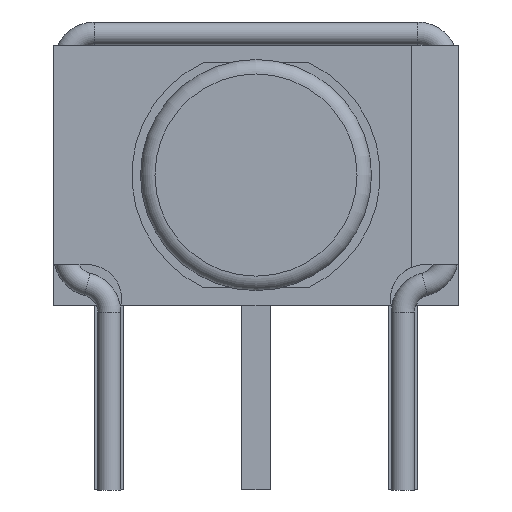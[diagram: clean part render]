
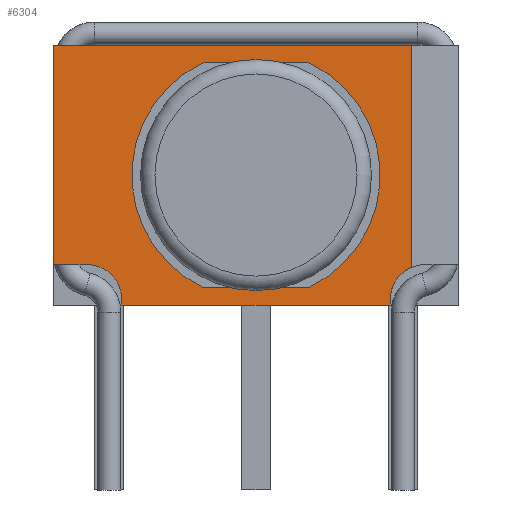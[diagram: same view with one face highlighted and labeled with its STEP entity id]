
A CAD part, front view. The second image highlights one B-rep face of the part: STEP entity #6304.
In plain terms, the highlighted planar face has unit normal (0, -1, 0).
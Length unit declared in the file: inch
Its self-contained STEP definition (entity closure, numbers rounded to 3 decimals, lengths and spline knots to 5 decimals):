
#5694=CARTESIAN_POINT('',(-0.09154,-0.22953,-0.08465));
#5695=VERTEX_POINT('',#5694);
#5702=CARTESIAN_POINT('',(-0.11516,-0.22953,-0.06102));
#5703=VERTEX_POINT('',#5702);
#5704=CARTESIAN_POINT('',(-0.11516,-0.22953,-0.08465));
#5705=DIRECTION('',(0.0,1.0,0.0));
#5706=DIRECTION('',(1.0,0.0,0.0));
#5707=AXIS2_PLACEMENT_3D('',#5704,#5705,#5706);
#5708=CIRCLE('',#5707,0.02362);
#5709=EDGE_CURVE('',#5703,#5695,#5708,.T.);
#5732=CARTESIAN_POINT('',(-0.1378,-0.22953,-0.06102));
#5733=VERTEX_POINT('',#5732);
#5734=CARTESIAN_POINT('',(-0.1378,-0.22953,-0.06102));
#5735=DIRECTION('',(1.0,0.0,0.0));
#5736=VECTOR('',#5735,0.02264);
#5737=LINE('',#5734,#5736);
#5738=EDGE_CURVE('',#5733,#5703,#5737,.T.);
#5763=CARTESIAN_POINT('',(-0.09154,-0.22953,-0.08858));
#5764=VERTEX_POINT('',#5763);
#5771=CARTESIAN_POINT('',(-0.09154,-0.22953,-0.08465));
#5772=DIRECTION('',(0.0,0.0,-1.0));
#5773=VECTOR('',#5772,0.00394);
#5774=LINE('',#5771,#5773);
#5775=EDGE_CURVE('',#5695,#5764,#5774,.T.);
#5817=CARTESIAN_POINT('',(0.1063,-0.22953,-0.06275));
#5818=VERTEX_POINT('',#5817);
#5826=CARTESIAN_POINT('',(0.09154,-0.22953,-0.08465));
#5827=VERTEX_POINT('',#5826);
#5828=CARTESIAN_POINT('',(0.11516,-0.22953,-0.08465));
#5829=DIRECTION('',(0.0,1.0,0.0));
#5830=DIRECTION('',(0.0,0.0,1.0));
#5831=AXIS2_PLACEMENT_3D('',#5828,#5829,#5830);
#5832=CIRCLE('',#5831,0.02362);
#5833=EDGE_CURVE('',#5827,#5818,#5832,.T.);
#5868=CARTESIAN_POINT('',(0.09154,-0.22953,-0.08858));
#5869=VERTEX_POINT('',#5868);
#5870=CARTESIAN_POINT('',(0.09154,-0.22953,-0.08858));
#5871=DIRECTION('',(0.0,0.0,1.0));
#5872=VECTOR('',#5871,0.00394);
#5873=LINE('',#5870,#5872);
#5874=EDGE_CURVE('',#5869,#5827,#5873,.T.);
#5961=CARTESIAN_POINT('',(0.1063,-0.22953,0.08858));
#5962=VERTEX_POINT('',#5961);
#5969=CARTESIAN_POINT('',(0.1063,-0.22953,-0.06275));
#5970=DIRECTION('',(0.0,0.0,1.0));
#5971=VECTOR('',#5970,0.15133);
#5972=LINE('',#5969,#5971);
#5973=EDGE_CURVE('',#5818,#5962,#5972,.T.);
#6078=CARTESIAN_POINT('',(-0.09154,-0.22953,-0.08858));
#6079=DIRECTION('',(1.0,0.0,0.0));
#6080=VECTOR('',#6079,0.18307);
#6081=LINE('',#6078,#6080);
#6082=EDGE_CURVE('',#5764,#5869,#6081,.T.);
#6143=CARTESIAN_POINT('',(-0.03565,-0.22953,0.07677));
#6144=VERTEX_POINT('',#6143);
#6151=CARTESIAN_POINT('',(-0.03565,-0.22953,-0.07677));
#6152=VERTEX_POINT('',#6151);
#6153=CARTESIAN_POINT('',(0.0,-0.22953,0.));
#6154=DIRECTION('',(0.0,1.0,0.0));
#6155=DIRECTION('',(-0.421,0.0,0.907));
#6156=AXIS2_PLACEMENT_3D('',#6153,#6154,#6155);
#6157=CIRCLE('',#6156,0.08465);
#6158=EDGE_CURVE('',#6152,#6144,#6157,.T.);
#6182=CARTESIAN_POINT('',(0.03565,-0.22953,0.07677));
#6183=VERTEX_POINT('',#6182);
#6190=CARTESIAN_POINT('',(-0.03565,-0.22953,0.07677));
#6191=DIRECTION('',(1.0,0.0,0.0));
#6192=VECTOR('',#6191,0.0713);
#6193=LINE('',#6190,#6192);
#6194=EDGE_CURVE('',#6144,#6183,#6193,.T.);
#6214=CARTESIAN_POINT('',(0.03565,-0.22953,-0.07677));
#6215=VERTEX_POINT('',#6214);
#6222=CARTESIAN_POINT('',(0.0,-0.22953,0.));
#6223=DIRECTION('',(0.0,1.0,0.0));
#6224=DIRECTION('',(0.421,0.0,-0.907));
#6225=AXIS2_PLACEMENT_3D('',#6222,#6223,#6224);
#6226=CIRCLE('',#6225,0.08465);
#6227=EDGE_CURVE('',#6183,#6215,#6226,.T.);
#6245=CARTESIAN_POINT('',(0.03565,-0.22953,-0.07677));
#6246=DIRECTION('',(-1.0,0.0,0.0));
#6247=VECTOR('',#6246,0.0713);
#6248=LINE('',#6245,#6247);
#6249=EDGE_CURVE('',#6215,#6152,#6248,.T.);
#6270=CARTESIAN_POINT('',(0.1185,-0.22953,0.09744));
#6271=DIRECTION('',(0.0,-1.0,0.0));
#6272=DIRECTION('',(0.0,0.0,-1.0));
#6273=AXIS2_PLACEMENT_3D('',#6270,#6271,#6272);
#6274=PLANE('',#6273);
#6275=ORIENTED_EDGE('',*,*,#5775,.T.);
#6276=ORIENTED_EDGE('',*,*,#6082,.T.);
#6277=ORIENTED_EDGE('',*,*,#5874,.T.);
#6278=ORIENTED_EDGE('',*,*,#5833,.T.);
#6279=ORIENTED_EDGE('',*,*,#5973,.T.);
#6280=CARTESIAN_POINT('',(-0.1378,-0.22953,0.08858));
#6281=VERTEX_POINT('',#6280);
#6282=CARTESIAN_POINT('',(0.1063,-0.22953,0.08858));
#6283=DIRECTION('',(-1.0,0.0,0.0));
#6284=VECTOR('',#6283,0.24409);
#6285=LINE('',#6282,#6284);
#6286=EDGE_CURVE('',#5962,#6281,#6285,.T.);
#6287=ORIENTED_EDGE('',*,*,#6286,.T.);
#6288=CARTESIAN_POINT('',(-0.1378,-0.22953,0.08858));
#6289=DIRECTION('',(0.0,0.0,-1.0));
#6290=VECTOR('',#6289,0.14961);
#6291=LINE('',#6288,#6290);
#6292=EDGE_CURVE('',#6281,#5733,#6291,.T.);
#6293=ORIENTED_EDGE('',*,*,#6292,.T.);
#6294=ORIENTED_EDGE('',*,*,#5738,.T.);
#6295=ORIENTED_EDGE('',*,*,#5709,.T.);
#6296=EDGE_LOOP('',(#6275,#6276,#6277,#6278,#6279,#6287,#6293,#6294,#6295));
#6297=FACE_OUTER_BOUND('',#6296,.T.);
#6298=ORIENTED_EDGE('',*,*,#6158,.T.);
#6299=ORIENTED_EDGE('',*,*,#6194,.T.);
#6300=ORIENTED_EDGE('',*,*,#6227,.T.);
#6301=ORIENTED_EDGE('',*,*,#6249,.T.);
#6302=EDGE_LOOP('',(#6298,#6299,#6300,#6301));
#6303=FACE_BOUND('',#6302,.T.);
#6304=ADVANCED_FACE('',(#6297,#6303),#6274,.T.);
